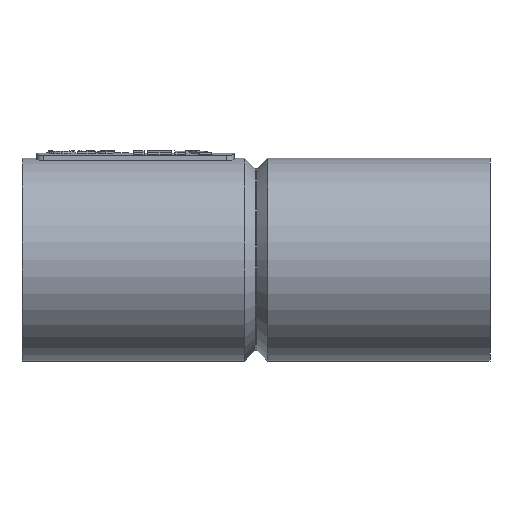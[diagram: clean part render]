
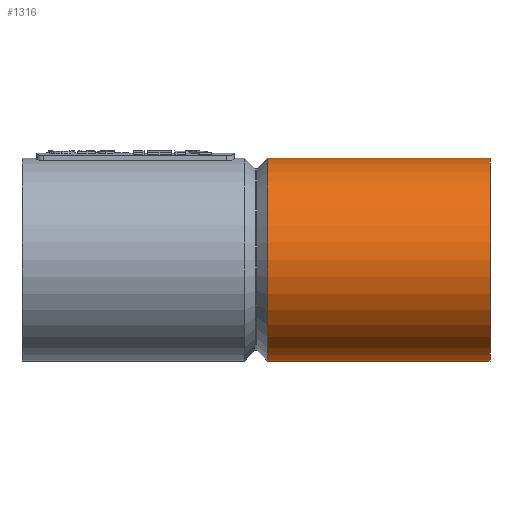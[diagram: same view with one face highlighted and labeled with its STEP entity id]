
A CAD part, front view. The second image highlights one B-rep face of the part: STEP entity #1316.
In plain terms, the highlighted cylindrical face has radius 14 mm (diameter 28 mm), a full revolution.
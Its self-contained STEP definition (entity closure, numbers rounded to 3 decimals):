
#134 = CYLINDRICAL_SURFACE ( 'NONE', #1590, 14. ) ;
#226 = EDGE_CURVE ( 'NONE', #3675, #3675, #4558, .T. ) ;
#581 = CARTESIAN_POINT ( 'NONE',  ( 1.629, 0., 0. ) ) ;
#622 = CARTESIAN_POINT ( 'NONE',  ( -144.183, 0., 0. ) ) ;
#641 = DIRECTION ( 'NONE',  ( -1., 0., 0. ) ) ;
#655 = FACE_OUTER_BOUND ( 'NONE', #1136, .T. ) ;
#665 = FACE_OUTER_BOUND ( 'NONE', #4480, .T. ) ;
#702 = CARTESIAN_POINT ( 'NONE',  ( 1.629, 0., 14. ) ) ;
#964 = DIRECTION ( 'NONE',  ( 0., 0., 1. ) ) ;
#1136 = EDGE_LOOP ( 'NONE', ( #3921 ) ) ;
#1142 = ORIENTED_EDGE ( 'NONE', *, *, #3369, .T. ) ;
#1316 = ADVANCED_FACE ( 'NONE', ( #655, #665 ), #134, .T. ) ;
#1459 = DIRECTION ( 'NONE',  ( -1., 0., 0. ) ) ;
#1590 = AXIS2_PLACEMENT_3D ( 'NONE', #622, #641, #2830 ) ;
#1810 = CARTESIAN_POINT ( 'NONE',  ( 32.25, 0., 14. ) ) ;
#2542 = AXIS2_PLACEMENT_3D ( 'NONE', #3617, #1459, #3985 ) ;
#2707 = AXIS2_PLACEMENT_3D ( 'NONE', #581, #3142, #964 ) ;
#2830 = DIRECTION ( 'NONE',  ( 0., 0., 1. ) ) ;
#3142 = DIRECTION ( 'NONE',  ( -1., 0., 0. ) ) ;
#3369 = EDGE_CURVE ( 'NONE', #3451, #3451, #3992, .T. ) ;
#3451 = VERTEX_POINT ( 'NONE', #1810 ) ;
#3617 = CARTESIAN_POINT ( 'NONE',  ( 32.25, 0., 0. ) ) ;
#3675 = VERTEX_POINT ( 'NONE', #702 ) ;
#3921 = ORIENTED_EDGE ( 'NONE', *, *, #226, .F. ) ;
#3985 = DIRECTION ( 'NONE',  ( 0., 0., 1. ) ) ;
#3992 = CIRCLE ( 'NONE', #2542, 14. ) ;
#4480 = EDGE_LOOP ( 'NONE', ( #1142 ) ) ;
#4558 = CIRCLE ( 'NONE', #2707, 14. ) ;
